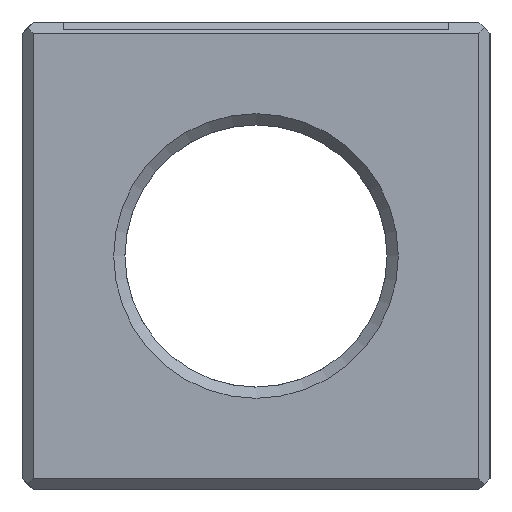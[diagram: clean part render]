
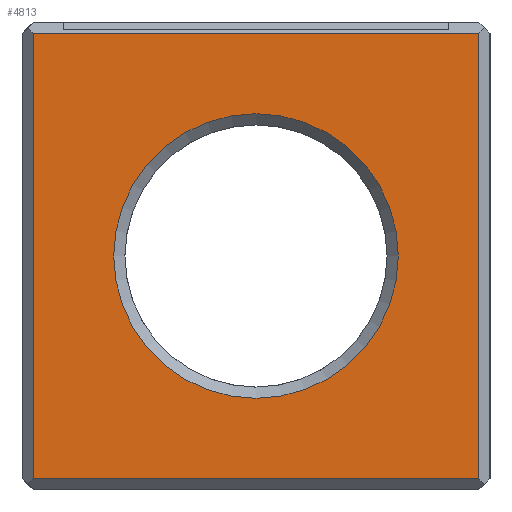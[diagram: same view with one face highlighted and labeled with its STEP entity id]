
A CAD part, left-side view. The second image highlights one B-rep face of the part: STEP entity #4813.
In plain terms, the highlighted planar face has unit normal (-1, 0, 0).
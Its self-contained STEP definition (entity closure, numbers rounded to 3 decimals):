
#72 = PLANE('',#73);
#73 = AXIS2_PLACEMENT_3D('',#74,#75,#76);
#74 = CARTESIAN_POINT('',(0.,0.,0.3));
#75 = DIRECTION('',(-0.707,0.,-0.707)
  );
#76 = DIRECTION('',(0.707,0.,-0.707));
#1027 = PLANE('',#1028);
#1028 = AXIS2_PLACEMENT_3D('',#1029,#1030,#1031);
#1029 = CARTESIAN_POINT('',(0.3,12.5,0.));
#1030 = DIRECTION('',(0.707,-0.707,0.));
#1031 = DIRECTION('',(-0.707,-0.707,0.));
#1258 = PLANE('',#1259);
#1259 = AXIS2_PLACEMENT_3D('',#1260,#1261,#1262);
#1260 = CARTESIAN_POINT('',(0.3,0.,0.));
#1261 = DIRECTION('',(-0.707,-0.707,0.));
#1262 = DIRECTION('',(-0.707,0.707,0.));
#1326 = VERTEX_POINT('',#1327);
#1327 = CARTESIAN_POINT('',(0.,0.3,0.3));
#1348 = EDGE_CURVE('',#1326,#1349,#1351,.T.);
#1349 = VERTEX_POINT('',#1350);
#1350 = CARTESIAN_POINT('',(0.,12.2,0.3));
#1351 = SURFACE_CURVE('',#1352,(#1356,#1363),.PCURVE_S1.);
#1352 = LINE('',#1353,#1354);
#1353 = CARTESIAN_POINT('',(0.,0.,0.3));
#1354 = VECTOR('',#1355,1.);
#1355 = DIRECTION('',(0.,1.,0.));
#1356 = PCURVE('',#72,#1357);
#1357 = DEFINITIONAL_REPRESENTATION('',(#1358),#1362);
#1358 = LINE('',#1359,#1360);
#1359 = CARTESIAN_POINT('',(0.,0.));
#1360 = VECTOR('',#1361,1.);
#1361 = DIRECTION('',(0.,-1.));
#1362 = ( GEOMETRIC_REPRESENTATION_CONTEXT(2) 
PARAMETRIC_REPRESENTATION_CONTEXT() REPRESENTATION_CONTEXT('2D SPACE',''
  ) );
#1363 = PCURVE('',#1364,#1369);
#1364 = PLANE('',#1365);
#1365 = AXIS2_PLACEMENT_3D('',#1366,#1367,#1368);
#1366 = CARTESIAN_POINT('',(0.,12.5,0.));
#1367 = DIRECTION('',(1.,0.,0.));
#1368 = DIRECTION('',(0.,-1.,0.));
#1369 = DEFINITIONAL_REPRESENTATION('',(#1370),#1374);
#1370 = LINE('',#1371,#1372);
#1371 = CARTESIAN_POINT('',(12.5,-0.3));
#1372 = VECTOR('',#1373,1.);
#1373 = DIRECTION('',(-1.,0.));
#1374 = ( GEOMETRIC_REPRESENTATION_CONTEXT(2) 
PARAMETRIC_REPRESENTATION_CONTEXT() REPRESENTATION_CONTEXT('2D SPACE',''
  ) );
#3645 = VERTEX_POINT('',#3646);
#3646 = CARTESIAN_POINT('',(0.,12.2,12.2));
#3660 = PLANE('',#3661);
#3661 = AXIS2_PLACEMENT_3D('',#3662,#3663,#3664);
#3662 = CARTESIAN_POINT('',(0.3,0.,12.5));
#3663 = DIRECTION('',(-0.707,0.,0.707
    ));
#3664 = DIRECTION('',(-0.707,0.,-0.707
    ));
#3672 = EDGE_CURVE('',#1349,#3645,#3673,.T.);
#3673 = SURFACE_CURVE('',#3674,(#3678,#3685),.PCURVE_S1.);
#3674 = LINE('',#3675,#3676);
#3675 = CARTESIAN_POINT('',(0.,12.2,0.));
#3676 = VECTOR('',#3677,1.);
#3677 = DIRECTION('',(0.,0.,1.));
#3678 = PCURVE('',#1027,#3679);
#3679 = DEFINITIONAL_REPRESENTATION('',(#3680),#3684);
#3680 = LINE('',#3681,#3682);
#3681 = CARTESIAN_POINT('',(0.424,0.));
#3682 = VECTOR('',#3683,1.);
#3683 = DIRECTION('',(0.,-1.));
#3684 = ( GEOMETRIC_REPRESENTATION_CONTEXT(2) 
PARAMETRIC_REPRESENTATION_CONTEXT() REPRESENTATION_CONTEXT('2D SPACE',''
  ) );
#3685 = PCURVE('',#1364,#3686);
#3686 = DEFINITIONAL_REPRESENTATION('',(#3687),#3691);
#3687 = LINE('',#3688,#3689);
#3688 = CARTESIAN_POINT('',(0.3,0.));
#3689 = VECTOR('',#3690,1.);
#3690 = DIRECTION('',(0.,-1.));
#3691 = ( GEOMETRIC_REPRESENTATION_CONTEXT(2) 
PARAMETRIC_REPRESENTATION_CONTEXT() REPRESENTATION_CONTEXT('2D SPACE',''
  ) );
#4770 = VERTEX_POINT('',#4771);
#4771 = CARTESIAN_POINT('',(0.,0.3,12.2));
#4792 = EDGE_CURVE('',#1326,#4770,#4793,.T.);
#4793 = SURFACE_CURVE('',#4794,(#4798,#4805),.PCURVE_S1.);
#4794 = LINE('',#4795,#4796);
#4795 = CARTESIAN_POINT('',(0.,0.3,0.));
#4796 = VECTOR('',#4797,1.);
#4797 = DIRECTION('',(0.,0.,1.));
#4798 = PCURVE('',#1258,#4799);
#4799 = DEFINITIONAL_REPRESENTATION('',(#4800),#4804);
#4800 = LINE('',#4801,#4802);
#4801 = CARTESIAN_POINT('',(0.424,0.));
#4802 = VECTOR('',#4803,1.);
#4803 = DIRECTION('',(0.,-1.));
#4804 = ( GEOMETRIC_REPRESENTATION_CONTEXT(2) 
PARAMETRIC_REPRESENTATION_CONTEXT() REPRESENTATION_CONTEXT('2D SPACE',''
  ) );
#4805 = PCURVE('',#1364,#4806);
#4806 = DEFINITIONAL_REPRESENTATION('',(#4807),#4811);
#4807 = LINE('',#4808,#4809);
#4808 = CARTESIAN_POINT('',(12.2,0.));
#4809 = VECTOR('',#4810,1.);
#4810 = DIRECTION('',(0.,-1.));
#4811 = ( GEOMETRIC_REPRESENTATION_CONTEXT(2) 
PARAMETRIC_REPRESENTATION_CONTEXT() REPRESENTATION_CONTEXT('2D SPACE',''
  ) );
#4813 = ADVANCED_FACE('',(#4814,#4840),#1364,.F.);
#4814 = FACE_BOUND('',#4815,.F.);
#4815 = EDGE_LOOP('',(#4816,#4817,#4818,#4819));
#4816 = ORIENTED_EDGE('',*,*,#4792,.F.);
#4817 = ORIENTED_EDGE('',*,*,#1348,.T.);
#4818 = ORIENTED_EDGE('',*,*,#3672,.T.);
#4819 = ORIENTED_EDGE('',*,*,#4820,.F.);
#4820 = EDGE_CURVE('',#4770,#3645,#4821,.T.);
#4821 = SURFACE_CURVE('',#4822,(#4826,#4833),.PCURVE_S1.);
#4822 = LINE('',#4823,#4824);
#4823 = CARTESIAN_POINT('',(0.,0.,12.2));
#4824 = VECTOR('',#4825,1.);
#4825 = DIRECTION('',(0.,1.,0.));
#4826 = PCURVE('',#1364,#4827);
#4827 = DEFINITIONAL_REPRESENTATION('',(#4828),#4832);
#4828 = LINE('',#4829,#4830);
#4829 = CARTESIAN_POINT('',(12.5,-12.2));
#4830 = VECTOR('',#4831,1.);
#4831 = DIRECTION('',(-1.,0.));
#4832 = ( GEOMETRIC_REPRESENTATION_CONTEXT(2) 
PARAMETRIC_REPRESENTATION_CONTEXT() REPRESENTATION_CONTEXT('2D SPACE',''
  ) );
#4833 = PCURVE('',#3660,#4834);
#4834 = DEFINITIONAL_REPRESENTATION('',(#4835),#4839);
#4835 = LINE('',#4836,#4837);
#4836 = CARTESIAN_POINT('',(0.424,0.));
#4837 = VECTOR('',#4838,1.);
#4838 = DIRECTION('',(0.,-1.));
#4839 = ( GEOMETRIC_REPRESENTATION_CONTEXT(2) 
PARAMETRIC_REPRESENTATION_CONTEXT() REPRESENTATION_CONTEXT('2D SPACE',''
  ) );
#4840 = FACE_BOUND('',#4841,.F.);
#4841 = EDGE_LOOP('',(#4842));
#4842 = ORIENTED_EDGE('',*,*,#4843,.T.);
#4843 = EDGE_CURVE('',#4844,#4844,#4846,.T.);
#4844 = VERTEX_POINT('',#4845);
#4845 = CARTESIAN_POINT('',(0.,2.45,6.25));
#4846 = SURFACE_CURVE('',#4847,(#4852,#4863),.PCURVE_S1.);
#4847 = CIRCLE('',#4848,3.8);
#4848 = AXIS2_PLACEMENT_3D('',#4849,#4850,#4851);
#4849 = CARTESIAN_POINT('',(0.,6.25,6.25));
#4850 = DIRECTION('',(-1.,0.,0.));
#4851 = DIRECTION('',(0.,-1.,0.));
#4852 = PCURVE('',#1364,#4853);
#4853 = DEFINITIONAL_REPRESENTATION('',(#4854),#4862);
#4854 = ( BOUNDED_CURVE() B_SPLINE_CURVE(2,(#4855,#4856,#4857,#4858,
#4859,#4860,#4861),.UNSPECIFIED.,.T.,.F.) B_SPLINE_CURVE_WITH_KNOTS((1,2
    ,2,2,2,1),(-2.094,0.,2.094,4.189,
6.283,8.378),.UNSPECIFIED.) CURVE() 
GEOMETRIC_REPRESENTATION_ITEM() RATIONAL_B_SPLINE_CURVE((1.,0.5,1.,0.5,
1.,0.5,1.)) REPRESENTATION_ITEM('') );
#4855 = CARTESIAN_POINT('',(10.05,-6.25));
#4856 = CARTESIAN_POINT('',(10.05,-12.832));
#4857 = CARTESIAN_POINT('',(4.35,-9.541));
#4858 = CARTESIAN_POINT('',(-1.35,-6.25));
#4859 = CARTESIAN_POINT('',(4.35,-2.959));
#4860 = CARTESIAN_POINT('',(10.05,0.332));
#4861 = CARTESIAN_POINT('',(10.05,-6.25));
#4862 = ( GEOMETRIC_REPRESENTATION_CONTEXT(2) 
PARAMETRIC_REPRESENTATION_CONTEXT() REPRESENTATION_CONTEXT('2D SPACE',''
  ) );
#4863 = PCURVE('',#4864,#4869);
#4864 = CONICAL_SURFACE('',#4865,3.5,0.785);
#4865 = AXIS2_PLACEMENT_3D('',#4866,#4867,#4868);
#4866 = CARTESIAN_POINT('',(0.3,6.25,6.25));
#4867 = DIRECTION('',(-1.,-0.,-0.));
#4868 = DIRECTION('',(0.,-1.,0.));
#4869 = DEFINITIONAL_REPRESENTATION('',(#4870),#4874);
#4870 = LINE('',#4871,#4872);
#4871 = CARTESIAN_POINT('',(0.,0.3));
#4872 = VECTOR('',#4873,1.);
#4873 = DIRECTION('',(1.,0.));
#4874 = ( GEOMETRIC_REPRESENTATION_CONTEXT(2) 
PARAMETRIC_REPRESENTATION_CONTEXT() REPRESENTATION_CONTEXT('2D SPACE',''
  ) );
